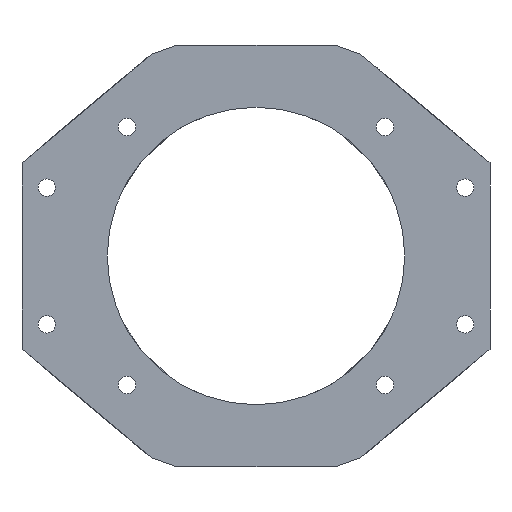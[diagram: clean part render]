
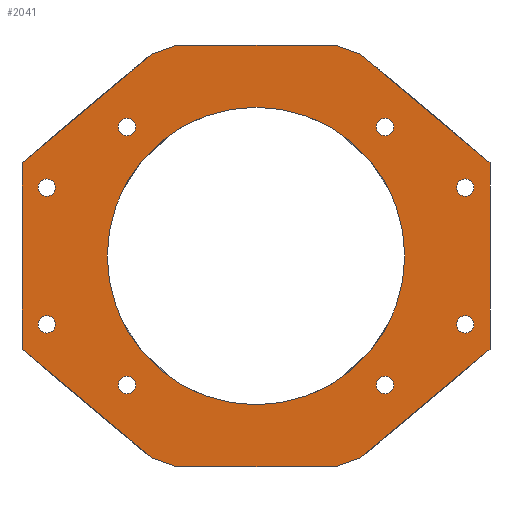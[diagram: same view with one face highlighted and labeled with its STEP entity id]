
A CAD part, left-side view. The second image highlights one B-rep face of the part: STEP entity #2041.
In plain terms, the highlighted planar face has unit normal (-1, 0, 0).
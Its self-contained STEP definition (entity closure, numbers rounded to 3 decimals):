
#100=FACE_BOUND('',#414,.T.);
#101=FACE_BOUND('',#415,.T.);
#102=FACE_BOUND('',#416,.T.);
#103=FACE_BOUND('',#417,.T.);
#104=FACE_BOUND('',#418,.T.);
#105=FACE_BOUND('',#419,.T.);
#106=FACE_BOUND('',#420,.T.);
#107=FACE_BOUND('',#421,.T.);
#108=FACE_BOUND('',#422,.T.);
#178=PLANE('',#2188);
#273=FACE_OUTER_BOUND('',#413,.T.);
#413=EDGE_LOOP('',(#1899,#1900,#1901,#1902,#1903,#1904,#1905,#1906,#1907,
#1908,#1909,#1910,#1911,#1912));
#414=EDGE_LOOP('',(#1913));
#415=EDGE_LOOP('',(#1914));
#416=EDGE_LOOP('',(#1915));
#417=EDGE_LOOP('',(#1916));
#418=EDGE_LOOP('',(#1917));
#419=EDGE_LOOP('',(#1918));
#420=EDGE_LOOP('',(#1919));
#421=EDGE_LOOP('',(#1920));
#422=EDGE_LOOP('',(#1921));
#578=LINE('',#3636,#791);
#583=LINE('',#3650,#796);
#584=LINE('',#3656,#797);
#586=LINE('',#3660,#799);
#590=LINE('',#3668,#803);
#604=LINE('',#3707,#817);
#605=LINE('',#3708,#818);
#623=LINE('',#3761,#836);
#625=LINE('',#3766,#838);
#628=LINE('',#3771,#841);
#630=LINE('',#3774,#843);
#631=LINE('',#3776,#844);
#634=LINE('',#3784,#847);
#635=LINE('',#3785,#848);
#791=VECTOR('',#2514,10.);
#796=VECTOR('',#2525,10.);
#797=VECTOR('',#2532,10.);
#799=VECTOR('',#2536,10.);
#803=VECTOR('',#2542,10.);
#817=VECTOR('',#2586,10.);
#818=VECTOR('',#2587,10.);
#836=VECTOR('',#2641,10.);
#838=VECTOR('',#2645,10.);
#841=VECTOR('',#2650,10.);
#843=VECTOR('',#2654,10.);
#844=VECTOR('',#2657,10.);
#847=VECTOR('',#2666,10.);
#848=VECTOR('',#2667,10.);
#849=CIRCLE('',#2057,1.75);
#851=CIRCLE('',#2060,1.75);
#853=CIRCLE('',#2063,1.75);
#855=CIRCLE('',#2066,1.75);
#857=CIRCLE('',#2069,1.75);
#859=CIRCLE('',#2072,1.75);
#861=CIRCLE('',#2075,1.75);
#863=CIRCLE('',#2078,1.75);
#865=CIRCLE('',#2137,30.);
#879=VERTEX_POINT('',#2672);
#881=VERTEX_POINT('',#2678);
#883=VERTEX_POINT('',#2684);
#885=VERTEX_POINT('',#2690);
#887=VERTEX_POINT('',#2696);
#889=VERTEX_POINT('',#2702);
#891=VERTEX_POINT('',#2708);
#893=VERTEX_POINT('',#2714);
#991=VERTEX_POINT('',#3016);
#1027=VERTEX_POINT('',#3633);
#1028=VERTEX_POINT('',#3635);
#1031=VERTEX_POINT('',#3643);
#1034=VERTEX_POINT('',#3648);
#1037=VERTEX_POINT('',#3659);
#1040=VERTEX_POINT('',#3666);
#1049=VERTEX_POINT('',#3704);
#1050=VERTEX_POINT('',#3706);
#1066=VERTEX_POINT('',#3758);
#1067=VERTEX_POINT('',#3760);
#1068=VERTEX_POINT('',#3764);
#1069=VERTEX_POINT('',#3765);
#1070=VERTEX_POINT('',#3770);
#1072=VERTEX_POINT('',#3783);
#1073=EDGE_CURVE('',#879,#879,#849,.T.);
#1076=EDGE_CURVE('',#881,#881,#851,.T.);
#1079=EDGE_CURVE('',#883,#883,#853,.T.);
#1082=EDGE_CURVE('',#885,#885,#855,.T.);
#1085=EDGE_CURVE('',#887,#887,#857,.T.);
#1088=EDGE_CURVE('',#889,#889,#859,.T.);
#1091=EDGE_CURVE('',#891,#891,#861,.T.);
#1094=EDGE_CURVE('',#893,#893,#863,.T.);
#1241=EDGE_CURVE('',#991,#991,#865,.T.);
#1278=EDGE_CURVE('',#1027,#1028,#578,.T.);
#1285=EDGE_CURVE('',#1034,#1031,#583,.T.);
#1288=EDGE_CURVE('',#1028,#1034,#584,.T.);
#1290=EDGE_CURVE('',#1027,#1037,#586,.T.);
#1294=EDGE_CURVE('',#1040,#1037,#590,.T.);
#1314=EDGE_CURVE('',#1049,#1050,#604,.T.);
#1315=EDGE_CURVE('',#1040,#1050,#605,.T.);
#1342=EDGE_CURVE('',#1066,#1067,#623,.T.);
#1344=EDGE_CURVE('',#1068,#1069,#625,.T.);
#1347=EDGE_CURVE('',#1070,#1067,#628,.T.);
#1349=EDGE_CURVE('',#1068,#1049,#630,.T.);
#1350=EDGE_CURVE('',#1070,#1069,#631,.T.);
#1354=EDGE_CURVE('',#1066,#1072,#634,.T.);
#1355=EDGE_CURVE('',#1072,#1031,#635,.T.);
#1899=ORIENTED_EDGE('',*,*,#1314,.F.);
#1900=ORIENTED_EDGE('',*,*,#1349,.F.);
#1901=ORIENTED_EDGE('',*,*,#1344,.T.);
#1902=ORIENTED_EDGE('',*,*,#1350,.F.);
#1903=ORIENTED_EDGE('',*,*,#1347,.T.);
#1904=ORIENTED_EDGE('',*,*,#1342,.F.);
#1905=ORIENTED_EDGE('',*,*,#1354,.T.);
#1906=ORIENTED_EDGE('',*,*,#1355,.T.);
#1907=ORIENTED_EDGE('',*,*,#1285,.F.);
#1908=ORIENTED_EDGE('',*,*,#1288,.F.);
#1909=ORIENTED_EDGE('',*,*,#1278,.F.);
#1910=ORIENTED_EDGE('',*,*,#1290,.T.);
#1911=ORIENTED_EDGE('',*,*,#1294,.F.);
#1912=ORIENTED_EDGE('',*,*,#1315,.T.);
#1913=ORIENTED_EDGE('',*,*,#1073,.T.);
#1914=ORIENTED_EDGE('',*,*,#1076,.T.);
#1915=ORIENTED_EDGE('',*,*,#1079,.T.);
#1916=ORIENTED_EDGE('',*,*,#1082,.T.);
#1917=ORIENTED_EDGE('',*,*,#1085,.T.);
#1918=ORIENTED_EDGE('',*,*,#1088,.T.);
#1919=ORIENTED_EDGE('',*,*,#1091,.T.);
#1920=ORIENTED_EDGE('',*,*,#1094,.T.);
#1921=ORIENTED_EDGE('',*,*,#1241,.T.);
#2041=ADVANCED_FACE('',(#273,#100,#101,#102,#103,#104,#105,#106,#107,#108),
#178,.T.);
#2057=AXIS2_PLACEMENT_3D('',#2673,#2193,#2194);
#2060=AXIS2_PLACEMENT_3D('',#2679,#2200,#2201);
#2063=AXIS2_PLACEMENT_3D('',#2685,#2207,#2208);
#2066=AXIS2_PLACEMENT_3D('',#2691,#2214,#2215);
#2069=AXIS2_PLACEMENT_3D('',#2697,#2221,#2222);
#2072=AXIS2_PLACEMENT_3D('',#2703,#2228,#2229);
#2075=AXIS2_PLACEMENT_3D('',#2709,#2235,#2236);
#2078=AXIS2_PLACEMENT_3D('',#2715,#2242,#2243);
#2137=AXIS2_PLACEMENT_3D('',#3017,#2505,#2506);
#2188=AXIS2_PLACEMENT_3D('',#3786,#2668,#2669);
#2193=DIRECTION('center_axis',(1.,0.,0.));
#2194=DIRECTION('ref_axis',(0.,0.,-1.));
#2200=DIRECTION('center_axis',(1.,0.,0.));
#2201=DIRECTION('ref_axis',(0.,0.,-1.));
#2207=DIRECTION('center_axis',(1.,0.,0.));
#2208=DIRECTION('ref_axis',(0.,0.,-1.));
#2214=DIRECTION('center_axis',(1.,0.,0.));
#2215=DIRECTION('ref_axis',(0.,0.,-1.));
#2221=DIRECTION('center_axis',(1.,0.,0.));
#2222=DIRECTION('ref_axis',(0.,0.,-1.));
#2228=DIRECTION('center_axis',(1.,0.,0.));
#2229=DIRECTION('ref_axis',(0.,0.,-1.));
#2235=DIRECTION('center_axis',(1.,0.,0.));
#2236=DIRECTION('ref_axis',(0.,0.,-1.));
#2242=DIRECTION('center_axis',(1.,0.,0.));
#2243=DIRECTION('ref_axis',(0.,0.,-1.));
#2505=DIRECTION('center_axis',(1.,0.,0.));
#2506=DIRECTION('ref_axis',(0.,0.,
-1.));
#2514=DIRECTION('',(0.,-1.,0.));
#2525=DIRECTION('',(0.,-0.766,-0.643));
#2532=DIRECTION('',(0.,-0.941,-0.338));
#2536=DIRECTION('',(0.,0.941,-0.338));
#2542=DIRECTION('',(0.,-0.766,0.643));
#2586=DIRECTION('',(0.,0.,1.));
#2587=DIRECTION('',(0.,0.,-1.));
#2641=DIRECTION('',(0.,0.766,-0.643));
#2645=DIRECTION('',(0.,-0.941,-0.338));
#2650=DIRECTION('',(0.,-0.941,0.338));
#2654=DIRECTION('',(0.,0.766,0.643));
#2657=DIRECTION('',(0.,1.,0.));
#2666=DIRECTION('',(0.,0.,1.));
#2667=DIRECTION('',(0.,0.,1.));
#2668=DIRECTION('center_axis',(-1.,0.,0.));
#2669=DIRECTION('ref_axis',(0.,0.,1.));
#2672=CARTESIAN_POINT('',(17.,-42.179,105.049));
#2673=CARTESIAN_POINT('Origin',(17.,-42.179,103.299));
#2678=CARTESIAN_POINT('',(17.,42.179,77.451));
#2679=CARTESIAN_POINT('Origin',(17.,42.179,75.701));
#2684=CARTESIAN_POINT('',(17.,42.179,105.049));
#2685=CARTESIAN_POINT('Origin',(17.,42.179,103.299));
#2690=CARTESIAN_POINT('',(17.,-42.179,77.451));
#2691=CARTESIAN_POINT('Origin',(17.,-42.179,75.701));
#2696=CARTESIAN_POINT('',(17.,-26.,117.25));
#2697=CARTESIAN_POINT('Origin',(17.,-26.,115.5));
#2702=CARTESIAN_POINT('',(17.,26.,65.25));
#2703=CARTESIAN_POINT('Origin',(17.,26.,63.5));
#2708=CARTESIAN_POINT('',(17.,26.,117.25));
#2709=CARTESIAN_POINT('Origin',(17.,26.,115.5));
#2714=CARTESIAN_POINT('',(17.,-26.,65.25));
#2715=CARTESIAN_POINT('Origin',(17.,-26.,63.5));
#3016=CARTESIAN_POINT('',(17.,0.,119.5));
#3017=CARTESIAN_POINT('Origin',(17.,0.,
89.5));
#3633=CARTESIAN_POINT('',(17.,16.,132.));
#3635=CARTESIAN_POINT('',(17.,-16.,132.));
#3636=CARTESIAN_POINT('',(17.,-8.75,132.));
#3643=CARTESIAN_POINT('',(17.,-47.179,108.299));
#3648=CARTESIAN_POINT('',(17.,-21.125,130.162));
#3650=CARTESIAN_POINT('',(17.,-23.067,128.532));
#3656=CARTESIAN_POINT('',(17.,-16.,132.));
#3659=CARTESIAN_POINT('',(17.,21.125,130.162));
#3660=CARTESIAN_POINT('',(17.,16.,132.));
#3666=CARTESIAN_POINT('',(17.,47.179,108.299));
#3668=CARTESIAN_POINT('',(17.,22.187,129.271));
#3704=CARTESIAN_POINT('',(17.,47.179,70.701));
#3706=CARTESIAN_POINT('',(17.,47.179,92.));
#3707=CARTESIAN_POINT('',(17.,47.179,87.));
#3708=CARTESIAN_POINT('',(17.,47.179,101.864));
#3758=CARTESIAN_POINT('',(17.,-47.179,70.701));
#3760=CARTESIAN_POINT('',(17.,-21.125,48.838));
#3761=CARTESIAN_POINT('',(17.,-36.65,61.866));
#3764=CARTESIAN_POINT('',(17.,21.125,48.838));
#3765=CARTESIAN_POINT('',(17.,16.,47.));
#3766=CARTESIAN_POINT('',(17.,21.125,48.838));
#3770=CARTESIAN_POINT('',(17.,-16.,47.));
#3771=CARTESIAN_POINT('',(17.,-16.,47.));
#3774=CARTESIAN_POINT('',(17.,22.187,49.729));
#3776=CARTESIAN_POINT('',(17.,-8.75,47.));
#3783=CARTESIAN_POINT('',(17.,-47.179,92.));
#3784=CARTESIAN_POINT('',(17.,-47.179,106.636));
#3785=CARTESIAN_POINT('',(17.,-47.179,111.636));
#3786=CARTESIAN_POINT('Origin',(17.,-1.5,116.5));
